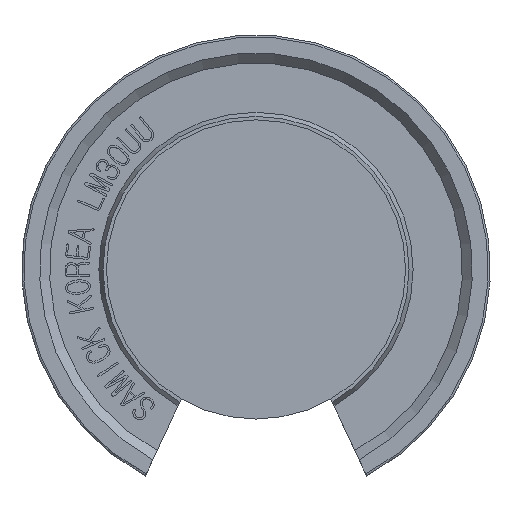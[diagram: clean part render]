
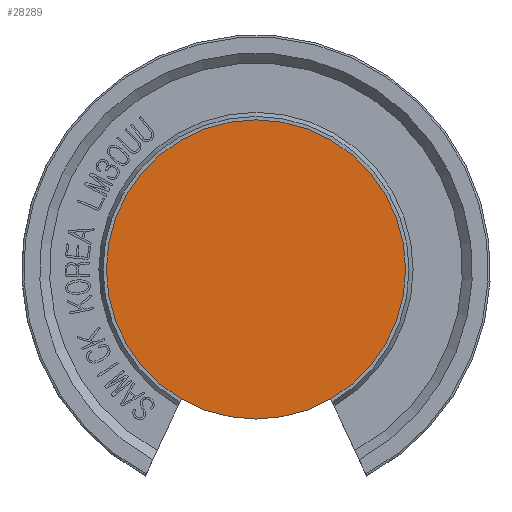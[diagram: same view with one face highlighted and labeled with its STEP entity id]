
A CAD part, front view. The second image highlights one B-rep face of the part: STEP entity #28289.
In plain terms, the highlighted planar face has unit normal (0, -1, 0).
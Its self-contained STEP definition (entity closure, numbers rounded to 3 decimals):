
#28024=CARTESIAN_POINT('',(-15.0,-59.0,0.));
#28025=VERTEX_POINT('',#28024);
#28026=CARTESIAN_POINT('',(0.0,-59.0,0.0));
#28027=DIRECTION('',(0.0,1.0,0.0));
#28028=DIRECTION('',(1.0,0.0,0.0));
#28029=AXIS2_PLACEMENT_3D('',#28026,#28027,#28028);
#28030=CIRCLE('',#28029,15.0);
#28031=EDGE_CURVE('',#28025,#28025,#28030,.T.);
#28281=CARTESIAN_POINT('',(0.0,-59.0,0.0));
#28282=DIRECTION('',(0.0,-1.0,0.0));
#28283=DIRECTION('',(0.0,0.0,-1.0));
#28284=AXIS2_PLACEMENT_3D('',#28281,#28282,#28283);
#28285=PLANE('',#28284);
#28286=ORIENTED_EDGE('',*,*,#28031,.F.);
#28287=EDGE_LOOP('',(#28286));
#28288=FACE_OUTER_BOUND('',#28287,.T.);
#28289=ADVANCED_FACE('',(#28288),#28285,.T.);
